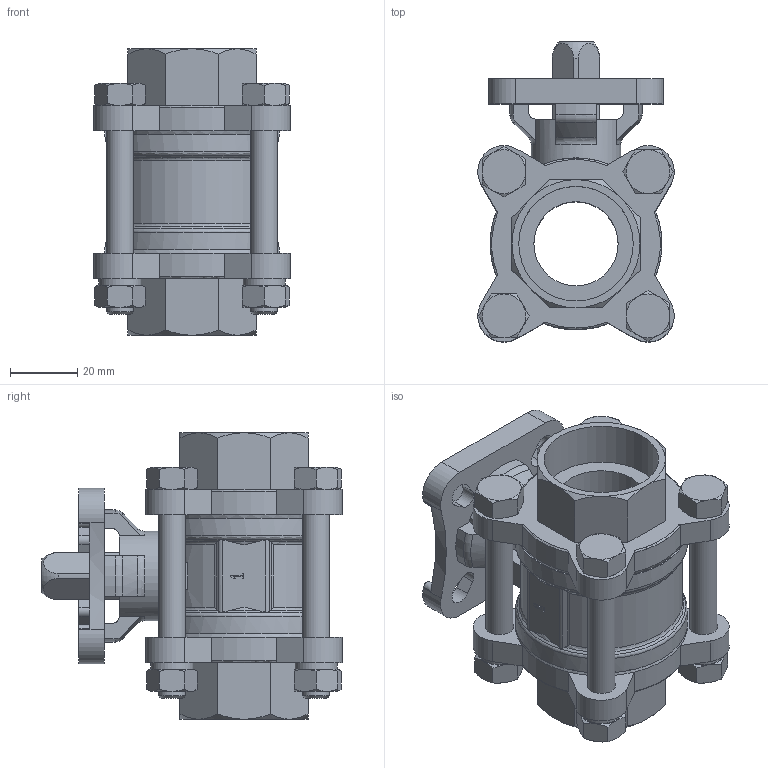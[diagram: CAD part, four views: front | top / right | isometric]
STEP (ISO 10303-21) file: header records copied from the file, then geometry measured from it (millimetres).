
FILE_DESCRIPTION(/* description */ ('STEP AP214'),/* implementation_level */ '2;1');
FILE_NAME(/* name */ '8089042_VZBE-1-WA-63-T-2-F0405-V15V15',/* time_stamp */ '2024-09-18T01:46:07+02:00',/* author */ ('License CC BY-ND 4.0'),/* organization */ ('CADENAS'),/* preprocessor_version */ 'ST-DEVELOPER v19.3',/* originating_system */ 'PARTsolutions',/* authorisation */ ' ');
FILE_SCHEMA (('AUTOMOTIVE_DESIGN {1 0 10303 214 3 1 1}'));
Length unit declared in the file: millimetre
Products named in the file (2): 8089042 VZBE-1-WA-63-T-2-F0405-V15V15; 8089042 VZBE-1-WA-63-T-2-F0405-V15V15_v
Assembly tree (1 placements, depth 2):
  8089042 VZBE-1-WA-63-T-2-F0405-V15V15
    8089042 VZBE-1-WA-63-T-2-F0405-V15V15_v
Bounding box: 58.28 x 89.14 x 85 mm (x, y, z)
Volume: 137602.7 mm3; surface area: 45335.9 mm2
Topology: 1 solids, 1 shells, 427 faces, 1076 edges, 675 vertices
Faces by surface type: plane 179, cone 125, cylinder 93, torus 30
Full cylindrical faces by diameter (mm): 8 x8, 8.5 x8, 12.5 x4, 25 x1, 26.6 x1, 30.5 x1, 34 x2, 51 x2
Entity records: 12916 total; most frequent: CARTESIAN_POINT 3198, ORIENTED_EDGE 2058, DIRECTION 1893, EDGE_CURVE 1029, AXIS2_PLACEMENT_3D 777, VERTEX_POINT 664, EDGE_LOOP 513, FACE_BOUND 513
